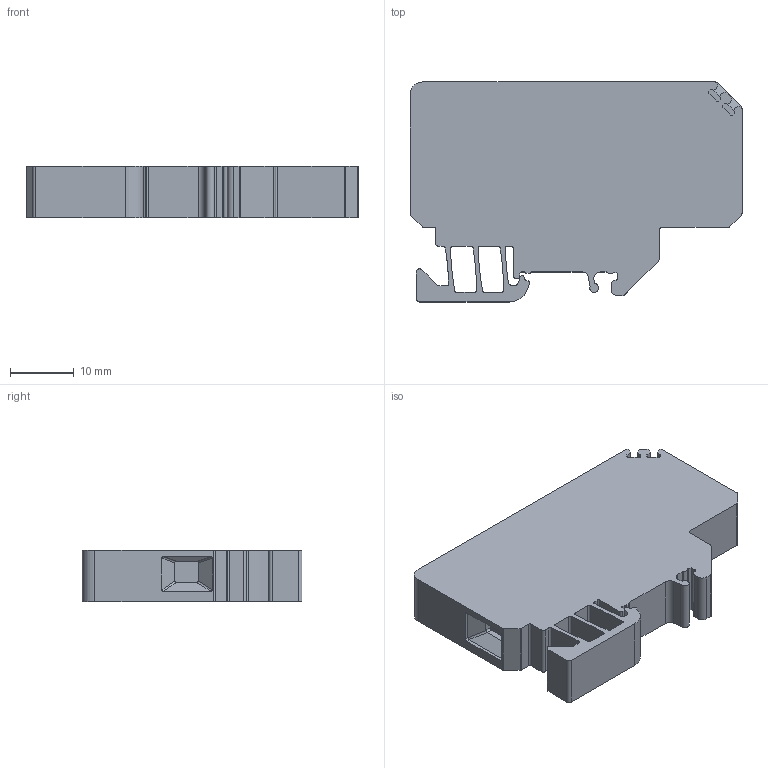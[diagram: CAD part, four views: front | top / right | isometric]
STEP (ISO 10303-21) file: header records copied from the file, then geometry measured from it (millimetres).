
FILE_DESCRIPTION(/* description */ (''),/* implementation_level */ '2;1');
FILE_NAME(/* name */ '2191_STK1_15_iso.stp',/* time_stamp */ '2011-07-27T09:13:17+02:00',/* author */ (''),/* organization */ (''),/* preprocessor_version */ 'ST-DEVELOPER v11',/* originating_system */ 'SIEMENS UGS NX 6.0',/* authorisation */ '');
FILE_SCHEMA (('CONFIG_CONTROL_DESIGN'));
Length unit declared in the file: millimetre
Products named in the file (1): 2191_STK1_15_iso
Bounding box: 52 x 34.45 x 8 mm (x, y, z)
Volume: 11284.6 mm3; surface area: 5028.9 mm2
Topology: 1 solids, 1 shells, 177 faces, 515 edges, 344 vertices
Faces by surface type: plane 92, cylinder 85
Full cylindrical faces by diameter (mm): 4.1 x2
Entity records: 6145 total; most frequent: CARTESIAN_POINT 1247, ORIENTED_EDGE 1022, DIRECTION 1021, EDGE_CURVE 511, AXIS2_PLACEMENT_3D 348, VERTEX_POINT 342, LINE 325, VECTOR 325
